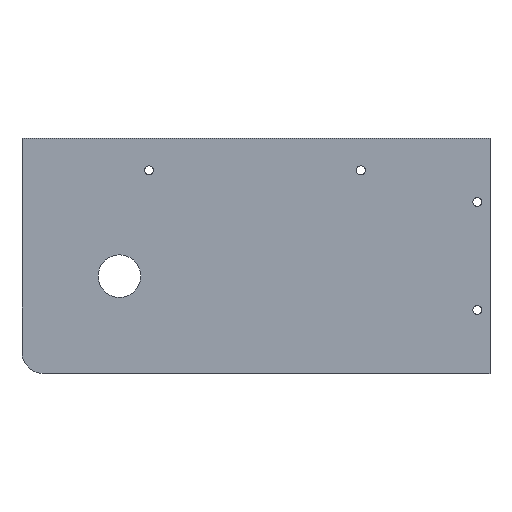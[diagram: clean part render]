
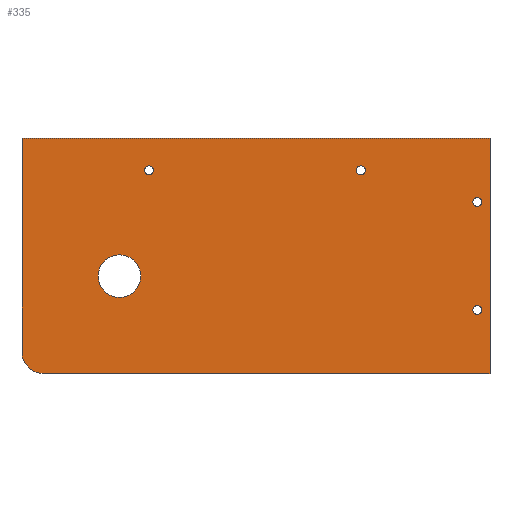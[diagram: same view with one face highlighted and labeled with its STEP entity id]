
A CAD part, front view. The second image highlights one B-rep face of the part: STEP entity #335.
In plain terms, the highlighted planar face has unit normal (0, -1, 0).
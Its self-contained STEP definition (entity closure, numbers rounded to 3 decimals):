
#19=FACE_BOUND('',#78,.T.);
#20=FACE_BOUND('',#79,.T.);
#21=FACE_BOUND('',#80,.T.);
#22=FACE_BOUND('',#81,.T.);
#23=FACE_BOUND('',#82,.T.);
#33=PLANE('',#398);
#53=FACE_OUTER_BOUND('',#77,.T.);
#77=EDGE_LOOP('',(#275,#276,#277,#278,#279));
#78=EDGE_LOOP('',(#280));
#79=EDGE_LOOP('',(#281));
#80=EDGE_LOOP('',(#282));
#81=EDGE_LOOP('',(#283));
#82=EDGE_LOOP('',(#284));
#104=LINE('',#578,#126);
#105=LINE('',#580,#127);
#106=LINE('',#582,#128);
#107=LINE('',#583,#129);
#126=VECTOR('',#487,10.);
#127=VECTOR('',#488,10.);
#128=VECTOR('',#489,10.);
#129=VECTOR('',#490,10.);
#143=CIRCLE('',#375,2.1);
#144=CIRCLE('',#377,2.1);
#151=CIRCLE('',#389,2.1);
#152=CIRCLE('',#391,2.1);
#154=CIRCLE('',#394,10.05);
#156=CIRCLE('',#397,10.1);
#163=VERTEX_POINT('',#528);
#164=VERTEX_POINT('',#532);
#171=VERTEX_POINT('',#554);
#172=VERTEX_POINT('',#558);
#174=VERTEX_POINT('',#564);
#177=VERTEX_POINT('',#571);
#178=VERTEX_POINT('',#573);
#179=VERTEX_POINT('',#577);
#180=VERTEX_POINT('',#579);
#181=VERTEX_POINT('',#581);
#194=EDGE_CURVE('',#163,#163,#143,.T.);
#196=EDGE_CURVE('',#164,#164,#144,.T.);
#206=EDGE_CURVE('',#171,#171,#151,.T.);
#208=EDGE_CURVE('',#172,#172,#152,.T.);
#211=EDGE_CURVE('',#174,#174,#154,.T.);
#214=EDGE_CURVE('',#177,#178,#156,.T.);
#216=EDGE_CURVE('',#179,#177,#104,.T.);
#217=EDGE_CURVE('',#180,#179,#105,.T.);
#218=EDGE_CURVE('',#181,#180,#106,.T.);
#219=EDGE_CURVE('',#178,#181,#107,.T.);
#275=ORIENTED_EDGE('',*,*,#214,.F.);
#276=ORIENTED_EDGE('',*,*,#216,.F.);
#277=ORIENTED_EDGE('',*,*,#217,.F.);
#278=ORIENTED_EDGE('',*,*,#218,.F.);
#279=ORIENTED_EDGE('',*,*,#219,.F.);
#280=ORIENTED_EDGE('',*,*,#194,.T.);
#281=ORIENTED_EDGE('',*,*,#196,.T.);
#282=ORIENTED_EDGE('',*,*,#206,.T.);
#283=ORIENTED_EDGE('',*,*,#208,.T.);
#284=ORIENTED_EDGE('',*,*,#211,.T.);
#335=ADVANCED_FACE('',(#53,#19,#20,#21,#22,#23),#33,.F.);
#375=AXIS2_PLACEMENT_3D('',#530,#431,#432);
#377=AXIS2_PLACEMENT_3D('',#534,#436,#437);
#389=AXIS2_PLACEMENT_3D('',#556,#463,#464);
#391=AXIS2_PLACEMENT_3D('',#560,#468,#469);
#394=AXIS2_PLACEMENT_3D('',#566,#475,#476);
#397=AXIS2_PLACEMENT_3D('',#574,#482,#483);
#398=AXIS2_PLACEMENT_3D('',#576,#485,#486);
#431=DIRECTION('center_axis',(0.,1.,0.));
#432=DIRECTION('ref_axis',(1.,0.,0.));
#436=DIRECTION('center_axis',(0.,1.,0.));
#437=DIRECTION('ref_axis',(1.,0.,0.));
#463=DIRECTION('center_axis',(0.,1.,0.));
#464=DIRECTION('ref_axis',(1.,0.,0.));
#468=DIRECTION('center_axis',(0.,1.,0.));
#469=DIRECTION('ref_axis',(1.,0.,0.));
#475=DIRECTION('center_axis',(0.,1.,0.));
#476=DIRECTION('ref_axis',(1.,0.,0.));
#482=DIRECTION('center_axis',(0.,1.,0.));
#483=DIRECTION('ref_axis',(-0.707,0.,-0.707));
#485=DIRECTION('center_axis',(0.,1.,0.));
#486=DIRECTION('ref_axis',(0.,0.,1.));
#487=DIRECTION('',(-1.,0.,0.));
#488=DIRECTION('',(0.,0.,-1.));
#489=DIRECTION('',(1.,0.,0.));
#490=DIRECTION('',(0.,0.,1.));
#528=CARTESIAN_POINT('',(-52.6,0.,40.5));
#530=CARTESIAN_POINT('Origin',(-50.5,0.,40.5));
#532=CARTESIAN_POINT('',(47.4,0.,40.5));
#534=CARTESIAN_POINT('Origin',(49.5,0.,40.5));
#554=CARTESIAN_POINT('',(102.4,0.,25.5));
#556=CARTESIAN_POINT('Origin',(104.5,0.,25.5));
#558=CARTESIAN_POINT('',(102.4,0.,-25.5));
#560=CARTESIAN_POINT('Origin',(104.5,0.,-25.5));
#564=CARTESIAN_POINT('',(-74.55,0.,-9.5));
#566=CARTESIAN_POINT('Origin',(-64.5,0.,-9.5));
#571=CARTESIAN_POINT('',(-100.4,0.,-55.5));
#573=CARTESIAN_POINT('',(-110.5,0.,-45.4));
#574=CARTESIAN_POINT('Origin',(-100.4,0.,-45.4));
#576=CARTESIAN_POINT('Origin',(0.,0.,0.));
#577=CARTESIAN_POINT('',(110.5,0.,-55.5));
#578=CARTESIAN_POINT('',(110.5,0.,-55.5));
#579=CARTESIAN_POINT('',(110.5,0.,55.5));
#580=CARTESIAN_POINT('',(110.5,0.,55.5));
#581=CARTESIAN_POINT('',(-110.5,0.,55.5));
#582=CARTESIAN_POINT('',(-110.5,0.,55.5));
#583=CARTESIAN_POINT('',(-110.5,0.,-55.5));
